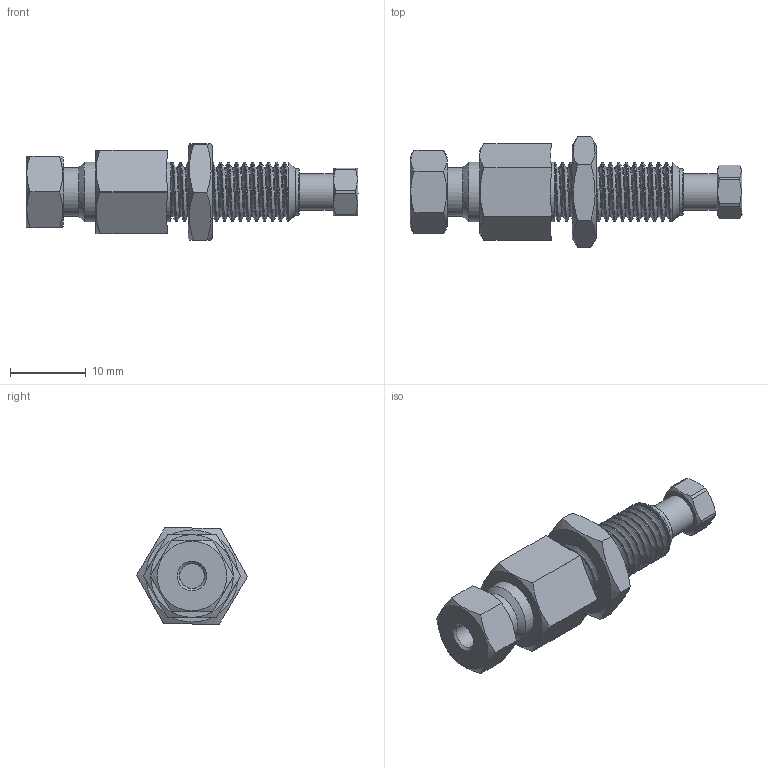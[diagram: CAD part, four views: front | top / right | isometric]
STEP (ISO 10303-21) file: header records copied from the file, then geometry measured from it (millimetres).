
FILE_DESCRIPTION((''),'2;1');
FILE_NAME('305182-ZBRU21 Bulkhead internal reducing union.stp','2013-08-23T09:06:11',('Franzp'),(''),'Autodesk Inventor 2013','Autodesk Inventor 2013','');
FILE_SCHEMA(('AUTOMOTIVE_DESIGN { 1 0 10303 214 1 1 1 1 }'));
Length unit declared in the file: millimetre
Products named in the file (3): 3151a82; 315182; 310537
Assembly tree (2 placements, depth 2):
  3151a82
    315182
    310537
Bounding box: 43.92 x 14.66 x 12.8 mm (x, y, z)
Volume: 304.9 mm3; surface area: 3171.4 mm2
Topology: 1 solids, 7 shells, 81 faces, 229 edges, 147 vertices
Faces by surface type: plane 36, cylinder 22, cone 16, bspline 6, torus 1
Full cylindrical faces by diameter (mm): 1.727 x1, 3.3 x1, 4.826 x1, 6.1 x1, 6.368 x2, 6.477 x1, 6.782 x1, 7.938 x2
Entity records: 8159 total; most frequent: CARTESIAN_POINT 6212, DIRECTION 366, ORIENTED_EDGE 335, EDGE_CURVE 191, AXIS2_PLACEMENT_3D 162, VERTEX_POINT 136, EDGE_LOOP 119, CIRCLE 82
